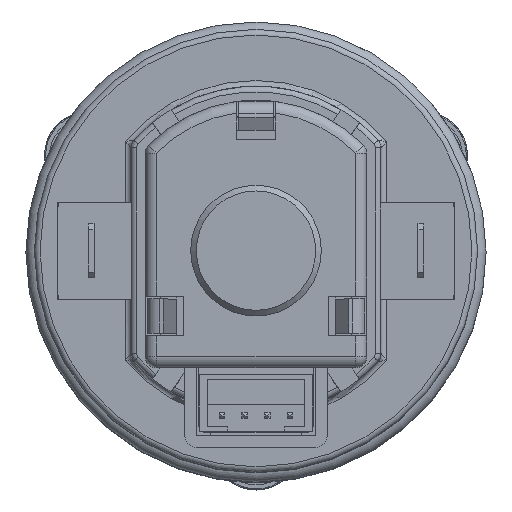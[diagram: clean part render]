
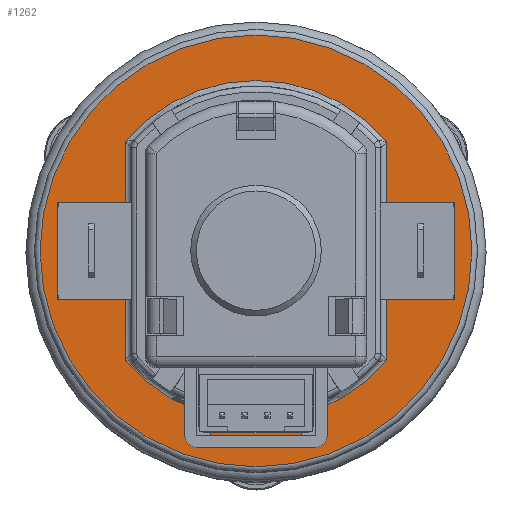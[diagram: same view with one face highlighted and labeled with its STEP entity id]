
A CAD part, top view. The second image highlights one B-rep face of the part: STEP entity #1262.
In plain terms, the highlighted planar face has unit normal (0, 0, 1).
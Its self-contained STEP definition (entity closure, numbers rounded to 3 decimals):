
#169=FACE_BOUND('',#3169,.T.);
#1262=ADVANCED_FACE('',(#169,#2430),#1905,.T.);
#1905=PLANE('',#12774);
#2430=FACE_OUTER_BOUND('',#3170,.T.);
#3169=EDGE_LOOP('',(#5401,#5402,#5403,#5404,#5405,#5406,#5407,#5408,#5409,
#5410,#5411,#5412));
#3170=EDGE_LOOP('',(#5413));
#3880=CIRCLE('',#12771,14.996);
#3881=CIRCLE('',#12772,15.);
#3882=CIRCLE('',#12773,19.);
#5401=ORIENTED_EDGE('',*,*,#9203,.T.);
#5402=ORIENTED_EDGE('',*,*,#9204,.T.);
#5403=ORIENTED_EDGE('',*,*,#9205,.T.);
#5404=ORIENTED_EDGE('',*,*,#9206,.F.);
#5405=ORIENTED_EDGE('',*,*,#9207,.F.);
#5406=ORIENTED_EDGE('',*,*,#9208,.T.);
#5407=ORIENTED_EDGE('',*,*,#9209,.T.);
#5408=ORIENTED_EDGE('',*,*,#9210,.T.);
#5409=ORIENTED_EDGE('',*,*,#9211,.F.);
#5410=ORIENTED_EDGE('',*,*,#9212,.T.);
#5411=ORIENTED_EDGE('',*,*,#9213,.T.);
#5412=ORIENTED_EDGE('',*,*,#9214,.T.);
#5413=ORIENTED_EDGE('',*,*,#9215,.T.);
#7895=VERTEX_POINT('',#18557);
#7896=VERTEX_POINT('',#18558);
#7897=VERTEX_POINT('',#18560);
#7898=VERTEX_POINT('',#18562);
#7899=VERTEX_POINT('',#18564);
#7900=VERTEX_POINT('',#18566);
#7901=VERTEX_POINT('',#18568);
#7902=VERTEX_POINT('',#18570);
#7903=VERTEX_POINT('',#18572);
#7904=VERTEX_POINT('',#18574);
#7905=VERTEX_POINT('',#18576);
#7906=VERTEX_POINT('',#18578);
#7907=VERTEX_POINT('',#18581);
#9203=EDGE_CURVE('',#7895,#7896,#3880,.T.);
#9204=EDGE_CURVE('',#7896,#7897,#10651,.T.);
#9205=EDGE_CURVE('',#7897,#7898,#10652,.T.);
#9206=EDGE_CURVE('',#7899,#7898,#10653,.T.);
#9207=EDGE_CURVE('',#7900,#7899,#10654,.T.);
#9208=EDGE_CURVE('',#7900,#7901,#10655,.T.);
#9209=EDGE_CURVE('',#7901,#7902,#3881,.T.);
#9210=EDGE_CURVE('',#7902,#7903,#10656,.T.);
#9211=EDGE_CURVE('',#7904,#7903,#10657,.T.);
#9212=EDGE_CURVE('',#7904,#7905,#10658,.T.);
#9213=EDGE_CURVE('',#7905,#7906,#10659,.T.);
#9214=EDGE_CURVE('',#7906,#7895,#10660,.T.);
#9215=EDGE_CURVE('',#7907,#7907,#3882,.T.);
#10651=LINE('',#18559,#11733);
#10652=LINE('',#18561,#11734);
#10653=LINE('',#18563,#11735);
#10654=LINE('',#18565,#11736);
#10655=LINE('',#18567,#11737);
#10656=LINE('',#18571,#11738);
#10657=LINE('',#18573,#11739);
#10658=LINE('',#18575,#11740);
#10659=LINE('',#18577,#11741);
#10660=LINE('',#18579,#11742);
#11733=VECTOR('',#14799,1.);
#11734=VECTOR('',#14800,1.);
#11735=VECTOR('',#14801,1.);
#11736=VECTOR('',#14802,1.);
#11737=VECTOR('',#14803,1.);
#11738=VECTOR('',#14806,1.);
#11739=VECTOR('',#14807,1.);
#11740=VECTOR('',#14808,1.);
#11741=VECTOR('',#14809,1.);
#11742=VECTOR('',#14810,1.);
#12771=AXIS2_PLACEMENT_3D('',#18556,#14797,#14798);
#12772=AXIS2_PLACEMENT_3D('',#18569,#14804,#14805);
#12773=AXIS2_PLACEMENT_3D('',#18580,#14811,#14812);
#12774=AXIS2_PLACEMENT_3D('',#18582,#14813,#14814);
#14797=DIRECTION('',(0.,0.,-1.));
#14798=DIRECTION('',(0.,-1.,0.));
#14799=DIRECTION('',(0.,1.,0.));
#14800=DIRECTION('',(-1.,0.,0.));
#14801=DIRECTION('',(0.,-1.,0.));
#14802=DIRECTION('',(-1.,0.,0.));
#14803=DIRECTION('',(0.,1.,0.));
#14804=DIRECTION('',(0.,0.,-1.));
#14805=DIRECTION('',(0.,-1.,0.));
#14806=DIRECTION('',(0.,-1.,0.));
#14807=DIRECTION('',(-1.,0.,0.));
#14808=DIRECTION('',(0.,-1.,0.));
#14809=DIRECTION('',(-1.,0.,0.));
#14810=DIRECTION('',(0.,-1.,0.));
#14811=DIRECTION('',(0.,0.,1.));
#14812=DIRECTION('',(0.,-1.,0.));
#14813=DIRECTION('',(0.,0.,1.));
#14814=DIRECTION('',(0.,-1.,0.));
#18556=CARTESIAN_POINT('',(19.5,19.5,65.2));
#18557=CARTESIAN_POINT('',(31.,9.876,65.2));
#18558=CARTESIAN_POINT('',(8.,9.876,65.2));
#18559=CARTESIAN_POINT('',(8.,15.25,65.2));
#18560=CARTESIAN_POINT('',(8.,15.25,65.2));
#18561=CARTESIAN_POINT('',(8.5,15.25,65.2));
#18562=CARTESIAN_POINT('',(2.,15.25,65.2));
#18563=CARTESIAN_POINT('',(2.,23.75,65.2));
#18564=CARTESIAN_POINT('',(2.,23.75,65.2));
#18565=CARTESIAN_POINT('',(8.5,23.75,65.2));
#18566=CARTESIAN_POINT('',(8.,23.75,65.2));
#18567=CARTESIAN_POINT('',(8.,28.947,65.2));
#18568=CARTESIAN_POINT('',(8.,29.131,65.2));
#18569=CARTESIAN_POINT('',(19.5,19.5,65.2));
#18570=CARTESIAN_POINT('',(31.,29.131,65.2));
#18571=CARTESIAN_POINT('',(31.,19.5,65.2));
#18572=CARTESIAN_POINT('',(31.,23.75,65.2));
#18573=CARTESIAN_POINT('',(37.,23.75,65.2));
#18574=CARTESIAN_POINT('',(37.,23.75,65.2));
#18575=CARTESIAN_POINT('',(37.,23.75,65.2));
#18576=CARTESIAN_POINT('',(37.,15.25,65.2));
#18577=CARTESIAN_POINT('',(37.,15.25,65.2));
#18578=CARTESIAN_POINT('',(31.,15.25,65.2));
#18579=CARTESIAN_POINT('',(31.,19.5,65.2));
#18580=CARTESIAN_POINT('',(19.5,19.5,65.2));
#18581=CARTESIAN_POINT('',(19.5,0.5,65.2));
#18582=CARTESIAN_POINT('',(19.5,19.5,65.2));
